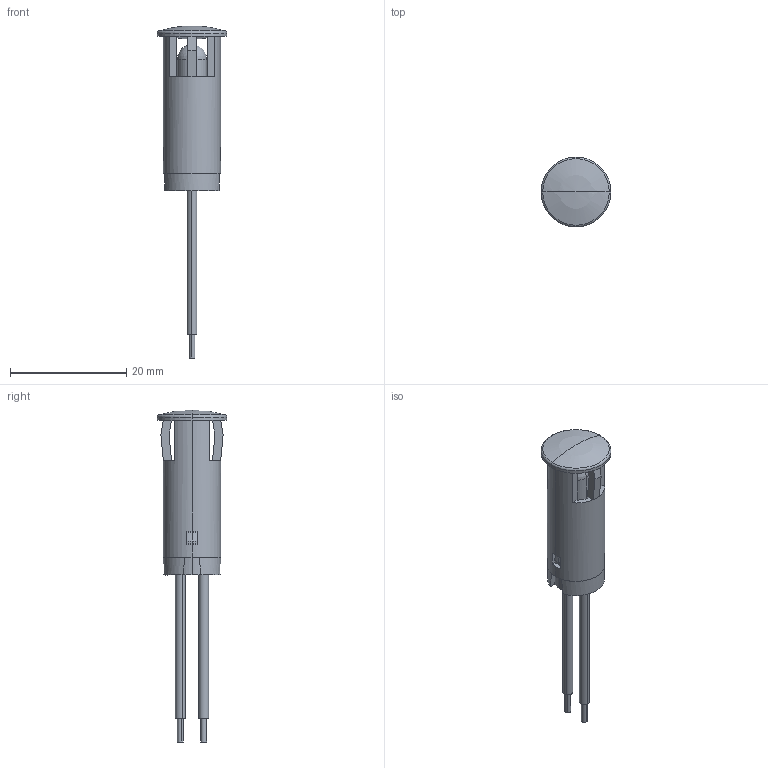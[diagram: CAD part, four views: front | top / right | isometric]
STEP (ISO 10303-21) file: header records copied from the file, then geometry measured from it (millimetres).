
FILE_DESCRIPTION(('STEP AP214'),'1');
FILE_NAME('59836.stp','2017-07-18T00:40:21',('TraceParts'),('TraceParts S.A.'),'Spatial InterOp 3D',' ',' ');
FILE_SCHEMA(('automotive_design'));
Length unit declared in the file: millimetre
Products named in the file (7): 59836_1; 59836_2; 59836_3; 59836_4; 59836_5; 59836_6; 59836_7
Bounding box: 12 x 12 x 57 mm (x, y, z)
Volume: 1477.9 mm3; surface area: 2860.5 mm2
Topology: 7 solids, 7 shells, 190 faces, 506 edges, 327 vertices
Faces by surface type: plane 120, cylinder 48, cone 10, sphere 6, torus 6
Entity records: 7598 total; most frequent: DIRECTION 1086, CARTESIAN_POINT 1072, ORIENTED_EDGE 1000, EDGE_CURVE 500, AXIS2_PLACEMENT_3D 401, VERTEX_POINT 327, LINE 284, VECTOR 284
